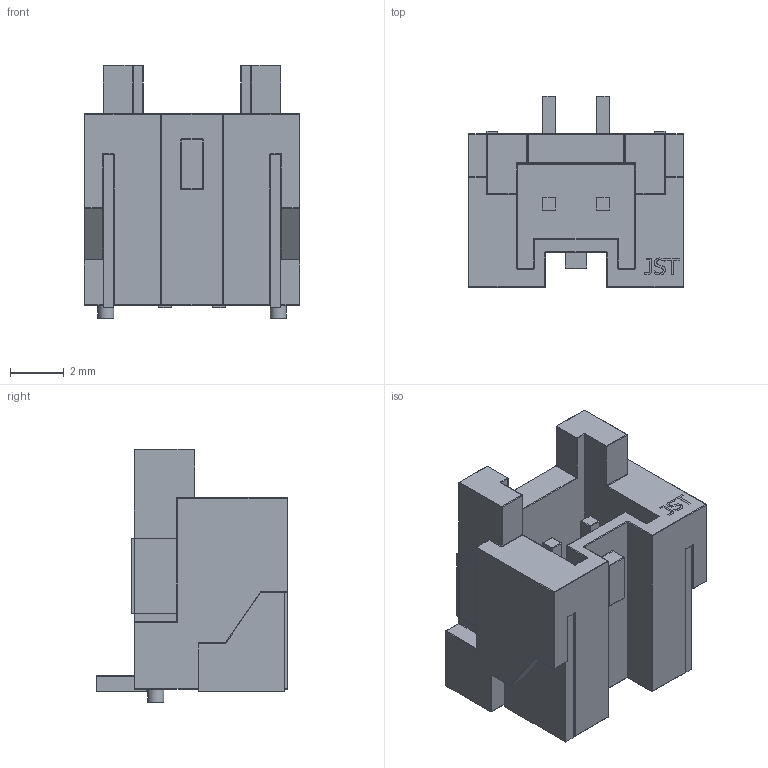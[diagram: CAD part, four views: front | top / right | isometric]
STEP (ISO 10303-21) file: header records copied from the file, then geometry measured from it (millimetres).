
FILE_DESCRIPTION(/* description */ (''),/* implementation_level */ '2;1');
FILE_NAME(/* name */ 'BM02B-PASS-1-TFT.stp',/* time_stamp */ '2021-05-27T23:07:53+02:00',/* author */ ('pc'),/* organization */ (''),/* preprocessor_version */ 'ST-DEVELOPER v17',/* originating_system */ 'Autodesk Inventor 2019',/* authorisation */ '');
FILE_SCHEMA (('AUTOMOTIVE_DESIGN { 1 0 10303 214 3 1 1 }'));
Products named in the file (8): BM02B-PASS-1-TFT; 1; 1_1; 2; 3; 4; 5; JST
Assembly tree (7 placements, depth 3):
  BM02B-PASS-1-TFT
    1
      1_1
      2
      3
      4
      5
      JST
Bounding box: 8 x 7.1 x 9.4 mm (x, y, z)
Volume: 239.2 mm3; surface area: 575.9 mm2
Topology: 12 solids, 12 shells, 525 faces, 1116 edges, 618 vertices
Faces by surface type: cylinder 218, plane 138, sphere 92, torus 56, bspline 21
Full cylindrical faces by diameter (mm): 0.6 x2
Entity records: 14246 total; most frequent: DIRECTION 2614, CARTESIAN_POINT 2547, ORIENTED_EDGE 2232, EDGE_CURVE 1116, AXIS2_PLACEMENT_3D 1021, VERTEX_POINT 618, LINE 572, VECTOR 572
